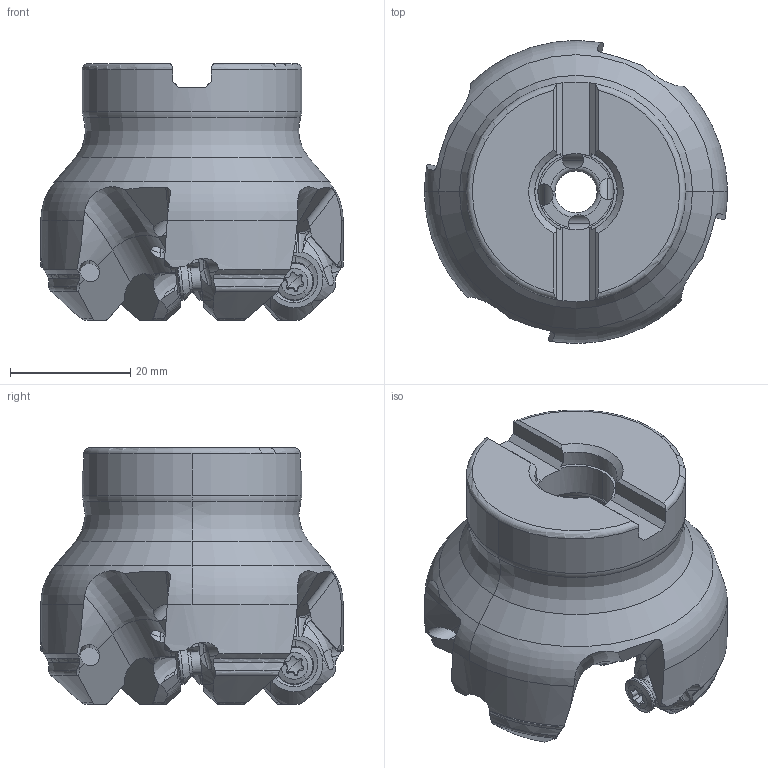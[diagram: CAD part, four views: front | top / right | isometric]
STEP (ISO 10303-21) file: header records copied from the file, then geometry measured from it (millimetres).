
FILE_DESCRIPTION(/* description */ (''),/* implementation_level */ '2;1');
FILE_NAME(/* name */ 'WSX445UR1504SA.stp',/* time_stamp */ '2021-09-08T11:36:20+09:00',/* author */ (''),/* organization */ (''),/* preprocessor_version */ 'ST-DEVELOPER v16',/* originating_system */ 'SIEMENS PLM Software NX 10.0',/* authorisation */ '');
FILE_SCHEMA (('AUTOMOTIVE_DESIGN { 1 0 10303 214 3 1 1 1 }'));
Length unit declared in the file: millimetre
Products named in the file (1): WSX445UR1504SA_ASM
Bounding box: 50.34 x 50.34 x 42.7 mm (x, y, z)
Volume: 41168.7 mm3; surface area: 12224 mm2
Topology: 5 solids, 5 shells, 634 faces, 1664 edges, 1051 vertices
Faces by surface type: cylinder 200, plane 148, bspline 124, torus 72, extrusion 32, cone 30, sphere 28
Entity records: 38664 total; most frequent: CARTESIAN_POINT 24083, ORIENTED_EDGE 3312, DIRECTION 2595, EDGE_CURVE 1656, AXIS2_PLACEMENT_3D 1053, VERTEX_POINT 1028, B_SPLINE_CURVE_WITH_KNOTS 681, EDGE_LOOP 648
